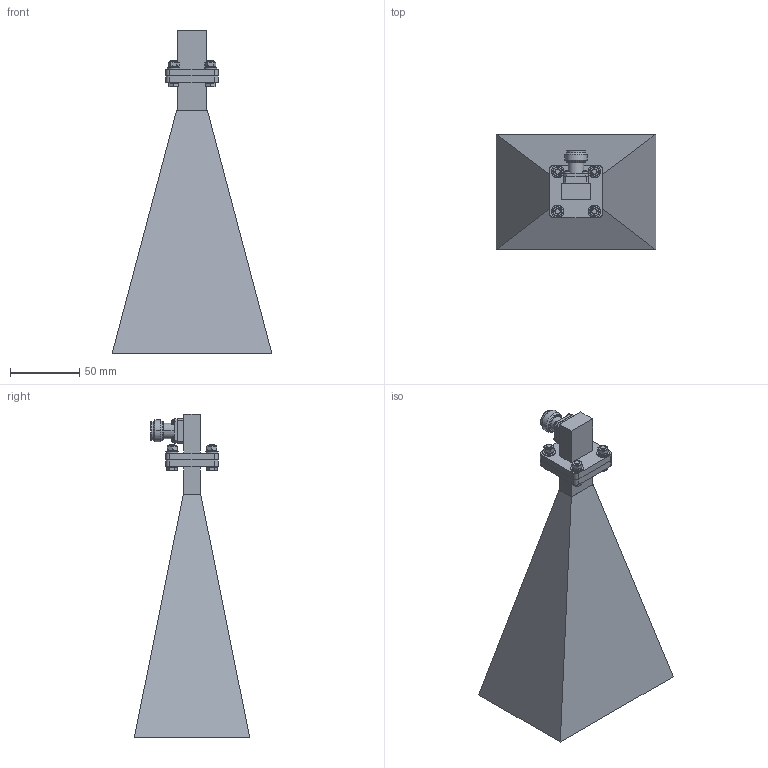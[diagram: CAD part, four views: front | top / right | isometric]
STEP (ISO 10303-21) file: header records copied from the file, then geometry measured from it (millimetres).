
FILE_DESCRIPTION (( 'STEP AP214' ), '1' );
FILE_NAME ('AR-7C1-R-H1, Female.STEP', '2023-06-26T17:45:46', ( '' ), ( '' ), 'SwSTEP 2.0', 'SolidWorks 2021', '' );
FILE_SCHEMA (( 'AUTOMOTIVE_DESIGN' ));
Length unit declared in the file: inch
Products named in the file (1): AR-7C1-R-H1, Female
Bounding box: 115 x 83 x 233 mm (x, y, z)
Volume: 701119.3 mm3; surface area: 65973.4 mm2
Topology: 11 solids, 11 shells, 492 faces, 1192 edges, 766 vertices
Faces by surface type: plane 230, cylinder 186, cone 64, sphere 8, torus 4
Entity records: 22640 total; most frequent: CARTESIAN_POINT 4451, DIRECTION 2516, ORIENTED_EDGE 2384, EDGE_CURVE 1192, AXIS2_PLACEMENT_3D 1007, VERTEX_POINT 766, EDGE_LOOP 560, CIRCLE 514
